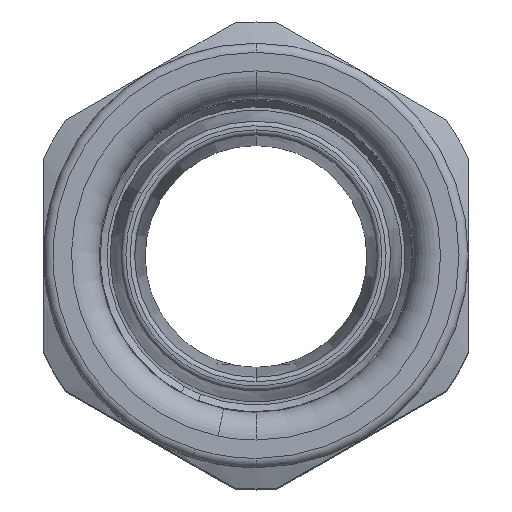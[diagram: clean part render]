
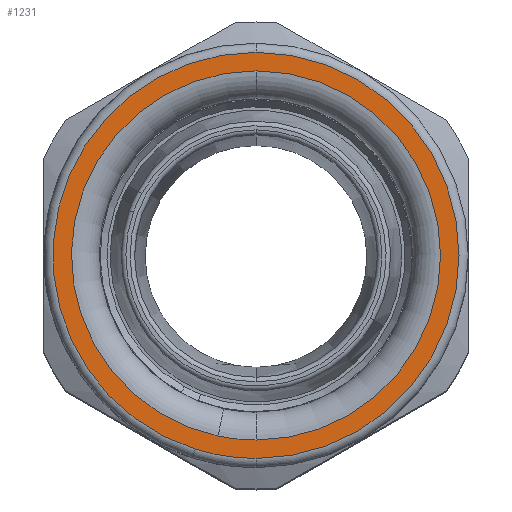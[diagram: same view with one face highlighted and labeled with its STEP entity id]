
A CAD part, top view. The second image highlights one B-rep face of the part: STEP entity #1231.
In plain terms, the highlighted planar face has unit normal (0, 0, 1).
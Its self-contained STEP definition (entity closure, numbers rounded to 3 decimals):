
#943=AXIS2_PLACEMENT_3D('Circle Axis2P3D',#941,#942,$) ;
#1017=AXIS2_PLACEMENT_3D('Circle Axis2P3D',#1015,#1016,$) ;
#1034=AXIS2_PLACEMENT_3D('Circle Axis2P3D',#1032,#1033,$) ;
#1198=AXIS2_PLACEMENT_3D('Plane Axis2P3D',#1195,#1196,#1197) ;
#1207=AXIS2_PLACEMENT_3D('Circle Axis2P3D',#1205,#1206,$) ;
#1216=AXIS2_PLACEMENT_3D('Circle Axis2P3D',#1214,#1215,$) ;
#1223=AXIS2_PLACEMENT_3D('Circle Axis2P3D',#1221,#1222,$) ;
#931=CARTESIAN_POINT('Vertex',(23.,3.3,82.9)) ;
#938=CARTESIAN_POINT('Vertex',(23.,47.3,82.9)) ;
#941=CARTESIAN_POINT('Axis2P3D Location',(23.,25.3,82.9)) ;
#1012=CARTESIAN_POINT('Vertex',(16.406,4.312,82.9)) ;
#1015=CARTESIAN_POINT('Axis2P3D Location',(23.,25.3,82.9)) ;
#1032=CARTESIAN_POINT('Axis2P3D Location',(23.,25.3,82.9)) ;
#1195=CARTESIAN_POINT('Axis2P3D Location',(23.,25.3,82.9)) ;
#1205=CARTESIAN_POINT('Axis2P3D Location',(23.,25.3,82.9)) ;
#1209=CARTESIAN_POINT('Vertex',(18.888,5.727,82.9)) ;
#1211=CARTESIAN_POINT('Vertex',(23.,5.3,82.9)) ;
#1214=CARTESIAN_POINT('Axis2P3D Location',(23.,25.3,82.9)) ;
#1218=CARTESIAN_POINT('Vertex',(23.,45.3,82.9)) ;
#1221=CARTESIAN_POINT('Axis2P3D Location',(23.,25.3,82.9)) ;
#942=DIRECTION('Axis2P3D Direction',(0.,0.,1.)) ;
#1016=DIRECTION('Axis2P3D Direction',(0.,0.,1.)) ;
#1033=DIRECTION('Axis2P3D Direction',(0.,0.,1.)) ;
#1196=DIRECTION('Axis2P3D Direction',(0.,0.,1.)) ;
#1197=DIRECTION('Axis2P3D XDirection',(0.,-1.,0.)) ;
#1206=DIRECTION('Axis2P3D Direction',(0.,0.,1.)) ;
#1215=DIRECTION('Axis2P3D Direction',(0.,0.,1.)) ;
#1222=DIRECTION('Axis2P3D Direction',(0.,0.,1.)) ;
#1201=ORIENTED_EDGE('',*,*,#1036,.T.) ;
#1202=ORIENTED_EDGE('',*,*,#1019,.T.) ;
#1203=ORIENTED_EDGE('',*,*,#945,.T.) ;
#1227=ORIENTED_EDGE('',*,*,#1213,.F.) ;
#1228=ORIENTED_EDGE('',*,*,#1220,.F.) ;
#1229=ORIENTED_EDGE('',*,*,#1225,.F.) ;
#1230=FACE_BOUND('',#1226,.T.) ;
#1231=ADVANCED_FACE('PartBody',(#1204,#1230),#1199,.T.) ;
#944=CIRCLE('generated circle',#943,22.) ;
#1018=CIRCLE('generated circle',#1017,22.) ;
#1035=CIRCLE('generated circle',#1034,22.) ;
#1208=CIRCLE('generated circle',#1207,20.) ;
#1217=CIRCLE('generated circle',#1216,20.) ;
#1224=CIRCLE('generated circle',#1223,20.) ;
#945=EDGE_CURVE('',#932,#939,#944,.T.) ;
#1019=EDGE_CURVE('',#1013,#932,#1018,.T.) ;
#1036=EDGE_CURVE('',#939,#1013,#1035,.T.) ;
#1213=EDGE_CURVE('',#1210,#1212,#1208,.T.) ;
#1220=EDGE_CURVE('',#1219,#1210,#1217,.T.) ;
#1225=EDGE_CURVE('',#1212,#1219,#1224,.T.) ;
#1200=EDGE_LOOP('',(#1201,#1202,#1203)) ;
#1226=EDGE_LOOP('',(#1227,#1228,#1229)) ;
#1204=FACE_OUTER_BOUND('',#1200,.T.) ;
#1199=PLANE('',#1198) ;
#932=VERTEX_POINT('',#931) ;
#939=VERTEX_POINT('',#938) ;
#1013=VERTEX_POINT('',#1012) ;
#1210=VERTEX_POINT('',#1209) ;
#1212=VERTEX_POINT('',#1211) ;
#1219=VERTEX_POINT('',#1218) ;
